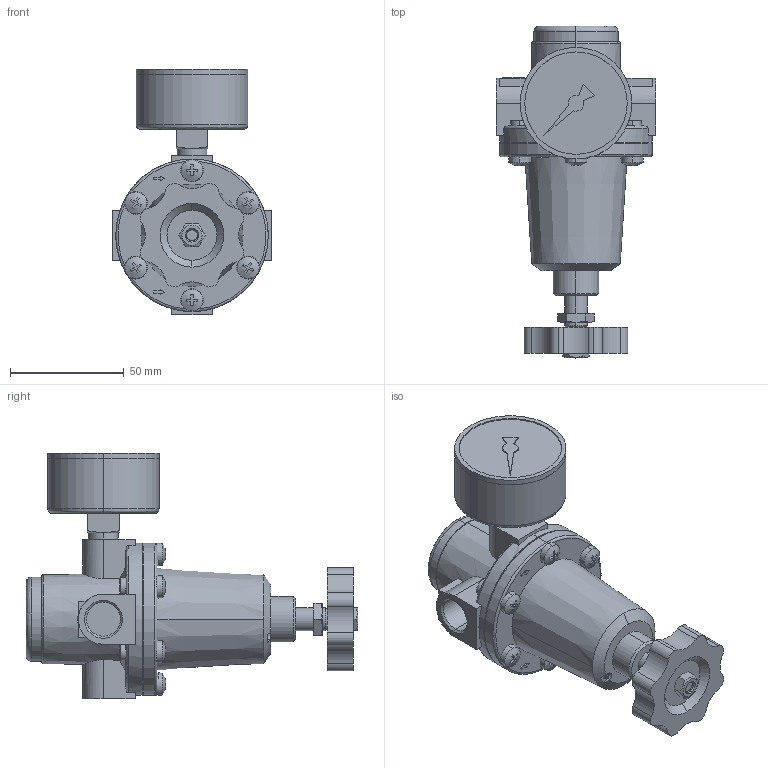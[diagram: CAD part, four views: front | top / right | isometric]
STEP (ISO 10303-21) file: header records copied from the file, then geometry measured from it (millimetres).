
FILE_DESCRIPTION (( 'STEP AP214' ), '1' );
FILE_NAME ('KN-DR22_10_G.STEP', '2018-08-30T11:41:14', ( '' ), ( '' ), 'SwSTEP 2.0', 'SolidWorks 2018', '' );
FILE_SCHEMA (( 'AUTOMOTIVE_DESIGN' ));
Length unit declared in the file: millimetre
Products named in the file (1): KN-DR22_10_G
Bounding box: 70 x 145.85 x 108 mm (x, y, z)
Volume: 259097.6 mm3; surface area: 42382.2 mm2
Topology: 2 solids, 2 shells, 437 faces, 1115 edges, 716 vertices
Faces by surface type: plane 236, cylinder 107, cone 70, bspline 24
Entity records: 18861 total; most frequent: CARTESIAN_POINT 3467, ORIENTED_EDGE 2230, DIRECTION 2205, EDGE_CURVE 1115, AXIS2_PLACEMENT_3D 826, VERTEX_POINT 716, LINE 553, VECTOR 553
